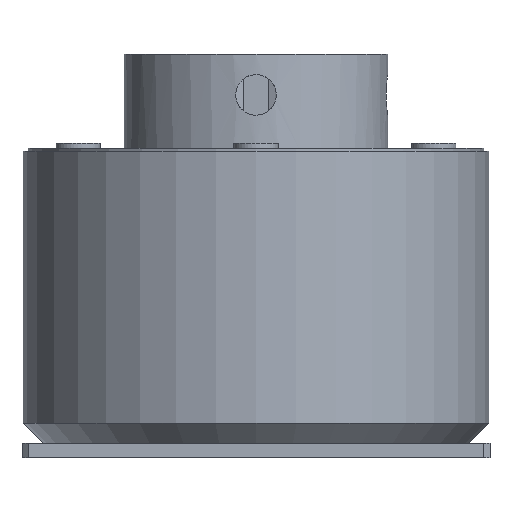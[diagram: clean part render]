
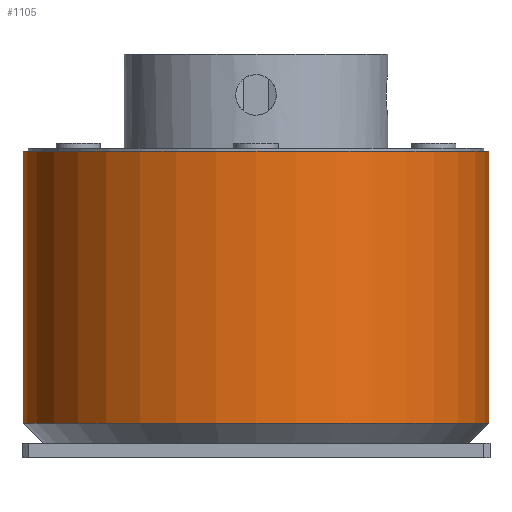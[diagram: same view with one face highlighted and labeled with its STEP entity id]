
A CAD part, front view. The second image highlights one B-rep face of the part: STEP entity #1105.
In plain terms, the highlighted cylindrical face has radius 23 mm (diameter 46 mm), a partial arc.
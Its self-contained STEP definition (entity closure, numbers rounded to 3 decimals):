
#100 = CARTESIAN_POINT ( 'NONE',  ( 23., 0., 3.4 ) ) ;
#1077 = ORIENTED_EDGE ( 'NONE', *, *, #1526, .T. ) ;
#1078 = EDGE_CURVE ( 'NONE', #1439, #1503, #2144, .T. ) ;
#1099 = ORIENTED_EDGE ( 'NONE', *, *, #1145, .F. ) ;
#1104 = ORIENTED_EDGE ( 'NONE', *, *, #1529, .F. ) ;
#1105 = ADVANCED_FACE ( 'NONE', ( #2170 ), #2181, .T. ) ;
#1108 = EDGE_LOOP ( 'NONE', ( #1104, #1099, #1077, #1132 ) ) ;
#1132 = ORIENTED_EDGE ( 'NONE', *, *, #1078, .F. ) ;
#1145 = EDGE_CURVE ( 'NONE', #1527, #1580, #2209, .T. ) ;
#1439 = VERTEX_POINT ( 'NONE', #100 ) ;
#1503 = VERTEX_POINT ( 'NONE', #2918 ) ;
#1526 = EDGE_CURVE ( 'NONE', #1527, #1503, #2953, .T. ) ;
#1527 = VERTEX_POINT ( 'NONE', #3007 ) ;
#1529 = EDGE_CURVE ( 'NONE', #1580, #1439, #2982, .T. ) ;
#1580 = VERTEX_POINT ( 'NONE', #3061 ) ;
#2137 = DIRECTION ( 'NONE',  ( -1., 0., 0. ) ) ;
#2138 = DIRECTION ( 'NONE',  ( 0., 0., -1. ) ) ;
#2139 = CARTESIAN_POINT ( 'NONE',  ( 0., 0., 3.4 ) ) ;
#2144 = CIRCLE ( 'NONE', #2166, 23. ) ;
#2156 = DIRECTION ( 'NONE',  ( 0., 0., 1. ) ) ;
#2157 = CARTESIAN_POINT ( 'NONE',  ( 0., 0., 30.25 ) ) ;
#2166 = AXIS2_PLACEMENT_3D ( 'NONE', #2139, #2138, #2137 ) ;
#2169 = DIRECTION ( 'NONE',  ( -1., 0., 0. ) ) ;
#2170 = FACE_OUTER_BOUND ( 'NONE', #1108, .T. ) ;
#2171 = CARTESIAN_POINT ( 'NONE',  ( 0., 0., 27.55 ) ) ;
#2172 = AXIS2_PLACEMENT_3D ( 'NONE', #2171, #2179, #2169 ) ;
#2173 = DIRECTION ( 'NONE',  ( 1., 0., 0. ) ) ;
#2179 = DIRECTION ( 'NONE',  ( 0., 0., -1. ) ) ;
#2181 = CYLINDRICAL_SURFACE ( 'NONE', #2172, 23. ) ;
#2208 = AXIS2_PLACEMENT_3D ( 'NONE', #2157, #2156, #2173 ) ;
#2209 = CIRCLE ( 'NONE', #2208, 23. ) ;
#2918 = CARTESIAN_POINT ( 'NONE',  ( -23., 0., 3.4 ) ) ;
#2950 = DIRECTION ( 'NONE',  ( 0., 0., -1. ) ) ;
#2951 = VECTOR ( 'NONE', #2950, 1000. ) ;
#2952 = CARTESIAN_POINT ( 'NONE',  ( -23., 0., 27.55 ) ) ;
#2953 = LINE ( 'NONE', #2952, #2951 ) ;
#2971 = CARTESIAN_POINT ( 'NONE',  ( 23., 0., 27.55 ) ) ;
#2979 = DIRECTION ( 'NONE',  ( 0., 0., -1. ) ) ;
#2982 = LINE ( 'NONE', #2971, #2990 ) ;
#2990 = VECTOR ( 'NONE', #2979, 1000. ) ;
#3007 = CARTESIAN_POINT ( 'NONE',  ( -23., 0., 30.25 ) ) ;
#3061 = CARTESIAN_POINT ( 'NONE',  ( 23., 0., 30.25 ) ) ;
